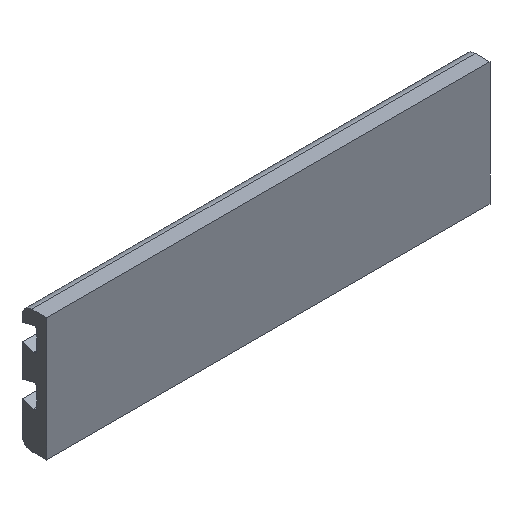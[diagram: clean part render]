
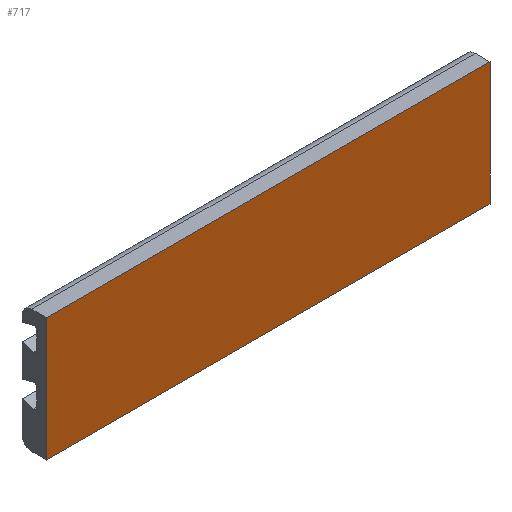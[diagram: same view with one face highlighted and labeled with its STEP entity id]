
A CAD part, isometric view. The second image highlights one B-rep face of the part: STEP entity #717.
In plain terms, the highlighted planar face has unit normal (0, -1, 0).
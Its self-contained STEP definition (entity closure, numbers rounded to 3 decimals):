
#6 = LINE ( 'NONE', #395, #250 ) ;
#48 = DIRECTION ( 'NONE',  ( 0., 0., -1. ) ) ;
#93 = DIRECTION ( 'NONE',  ( 0., 0., -1. ) ) ;
#115 = CARTESIAN_POINT ( 'NONE',  ( 90., 0., -25. ) ) ;
#178 = EDGE_CURVE ( 'NONE', #246, #523, #489, .T. ) ;
#183 = VERTEX_POINT ( 'NONE', #474 ) ;
#202 = PLANE ( 'NONE',  #405 ) ;
#215 = CARTESIAN_POINT ( 'NONE',  ( 0., 0., -25. ) ) ;
#246 = VERTEX_POINT ( 'NONE', #115 ) ;
#250 = VECTOR ( 'NONE', #48, 1000. ) ;
#268 = CARTESIAN_POINT ( 'NONE',  ( 0., 0., 0. ) ) ;
#278 = CARTESIAN_POINT ( 'NONE',  ( 0., 0., 0. ) ) ;
#307 = LINE ( 'NONE', #278, #746 ) ;
#340 = FACE_OUTER_BOUND ( 'NONE', #424, .T. ) ;
#357 = DIRECTION ( 'NONE',  ( -1., 0., 0. ) ) ;
#383 = DIRECTION ( 'NONE',  ( 0., -1., 0. ) ) ;
#395 = CARTESIAN_POINT ( 'NONE',  ( 90., 0., 0. ) ) ;
#405 = AXIS2_PLACEMENT_3D ( 'NONE', #268, #383, #93 ) ;
#414 = CARTESIAN_POINT ( 'NONE',  ( 0., 0., -25. ) ) ;
#424 = EDGE_LOOP ( 'NONE', ( #543, #497, #477, #630 ) ) ;
#433 = CARTESIAN_POINT ( 'NONE',  ( 0., 0., 0. ) ) ;
#474 = CARTESIAN_POINT ( 'NONE',  ( 0., 0., 0. ) ) ;
#477 = ORIENTED_EDGE ( 'NONE', *, *, #700, .F. ) ;
#489 = LINE ( 'NONE', #414, #628 ) ;
#497 = ORIENTED_EDGE ( 'NONE', *, *, #178, .F. ) ;
#523 = VERTEX_POINT ( 'NONE', #215 ) ;
#525 = VECTOR ( 'NONE', #621, 1000. ) ;
#533 = LINE ( 'NONE', #433, #525 ) ;
#543 = ORIENTED_EDGE ( 'NONE', *, *, #712, .F. ) ;
#559 = DIRECTION ( 'NONE',  ( 1., 0., 0. ) ) ;
#595 = EDGE_CURVE ( 'NONE', #183, #664, #307, .T. ) ;
#610 = CARTESIAN_POINT ( 'NONE',  ( 90., 0., 0. ) ) ;
#621 = DIRECTION ( 'NONE',  ( 0., 0., 1. ) ) ;
#628 = VECTOR ( 'NONE', #357, 1000. ) ;
#630 = ORIENTED_EDGE ( 'NONE', *, *, #595, .F. ) ;
#664 = VERTEX_POINT ( 'NONE', #610 ) ;
#700 = EDGE_CURVE ( 'NONE', #664, #246, #6, .T. ) ;
#712 = EDGE_CURVE ( 'NONE', #523, #183, #533, .T. ) ;
#717 = ADVANCED_FACE ( 'NONE', ( #340 ), #202, .T. ) ;
#746 = VECTOR ( 'NONE', #559, 1000. ) ;
